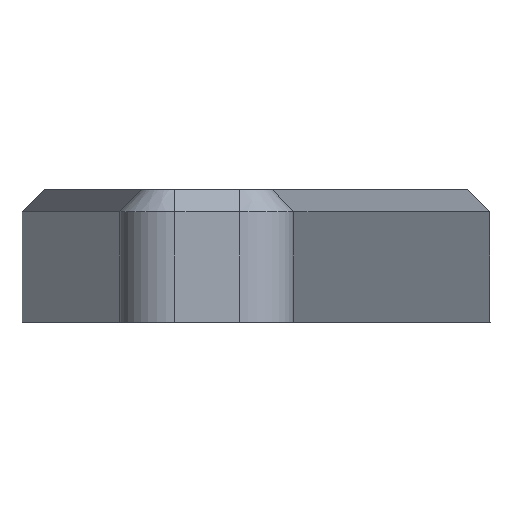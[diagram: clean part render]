
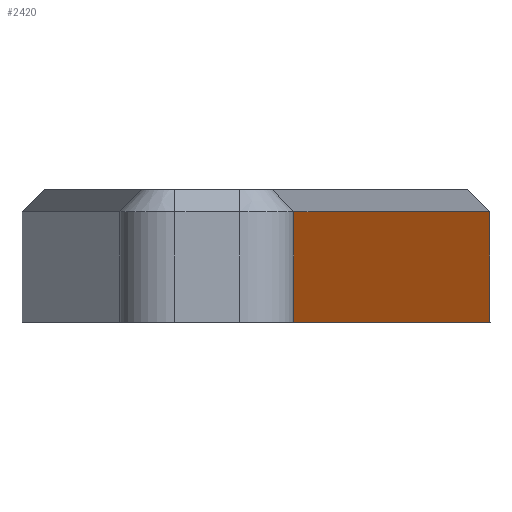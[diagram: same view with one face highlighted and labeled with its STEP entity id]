
A CAD part, left-side view. The second image highlights one B-rep face of the part: STEP entity #2420.
In plain terms, the highlighted planar face has unit normal (-0.111, -0.994, 0).
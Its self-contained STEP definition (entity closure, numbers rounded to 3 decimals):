
#512 = PLANE('',#513);
#513 = AXIS2_PLACEMENT_3D('',#514,#515,#516);
#514 = CARTESIAN_POINT('',(-119.601,-6.524,11.));
#515 = DIRECTION('',(0.078,0.703,-0.707));
#516 = DIRECTION('',(-0.994,0.11,0.)
  );
#1707 = VERTEX_POINT('',#1708);
#1708 = CARTESIAN_POINT('',(-119.712,-7.518,10.));
#1729 = EDGE_CURVE('',#1707,#1730,#1732,.T.);
#1730 = VERTEX_POINT('',#1731);
#1731 = CARTESIAN_POINT('',(39.183,-25.183,10.));
#1732 = SURFACE_CURVE('',#1733,(#1737,#1744),.PCURVE_S1.);
#1733 = LINE('',#1734,#1735);
#1734 = CARTESIAN_POINT('',(-119.712,-7.518,10.));
#1735 = VECTOR('',#1736,1.);
#1736 = DIRECTION('',(0.994,-0.11,0.));
#1737 = PCURVE('',#512,#1738);
#1738 = DEFINITIONAL_REPRESENTATION('',(#1739),#1743);
#1739 = LINE('',#1740,#1741);
#1740 = CARTESIAN_POINT('',(0.,-1.414));
#1741 = VECTOR('',#1742,1.);
#1742 = DIRECTION('',(-1.,0.));
#1743 = ( GEOMETRIC_REPRESENTATION_CONTEXT(2) 
PARAMETRIC_REPRESENTATION_CONTEXT() REPRESENTATION_CONTEXT('2D SPACE',''
  ) );
#1744 = PCURVE('',#1745,#1750);
#1745 = PLANE('',#1746);
#1746 = AXIS2_PLACEMENT_3D('',#1747,#1748,#1749);
#1747 = CARTESIAN_POINT('',(-124.159,-7.023,0.));
#1748 = DIRECTION('',(0.11,0.994,0.));
#1749 = DIRECTION('',(0.994,-0.11,0.));
#1750 = DEFINITIONAL_REPRESENTATION('',(#1751),#1755);
#1751 = LINE('',#1752,#1753);
#1752 = CARTESIAN_POINT('',(4.475,-10.));
#1753 = VECTOR('',#1754,1.);
#1754 = DIRECTION('',(1.,0.));
#1755 = ( GEOMETRIC_REPRESENTATION_CONTEXT(2) 
PARAMETRIC_REPRESENTATION_CONTEXT() REPRESENTATION_CONTEXT('2D SPACE',''
  ) );
#1820 = CYLINDRICAL_SURFACE('',#1821,5.);
#1821 = AXIS2_PLACEMENT_3D('',#1822,#1823,#1824);
#1822 = CARTESIAN_POINT('',(-119.159,-2.549,0.));
#1823 = DIRECTION('',(0.,0.,1.));
#1824 = DIRECTION('',(-0.11,-0.994,0.));
#1855 = CYLINDRICAL_SURFACE('',#1856,15.);
#1856 = AXIS2_PLACEMENT_3D('',#1857,#1858,#1859);
#1857 = CARTESIAN_POINT('',(40.841,-10.275,0.));
#1858 = DIRECTION('',(0.,0.,1.));
#1859 = DIRECTION('',(1.,0.,0.));
#2181 = PLANE('',#2182);
#2182 = AXIS2_PLACEMENT_3D('',#2183,#2184,#2185);
#2183 = CARTESIAN_POINT('',(-27.752,-2.237,0.));
#2184 = DIRECTION('',(0.,0.,1.));
#2185 = DIRECTION('',(1.,0.,0.));
#2420 = ADVANCED_FACE('',(#2421),#1745,.F.);
#2421 = FACE_BOUND('',#2422,.F.);
#2422 = EDGE_LOOP('',(#2423,#2446,#2447,#2470));
#2423 = ORIENTED_EDGE('',*,*,#2424,.T.);
#2424 = EDGE_CURVE('',#2425,#1707,#2427,.T.);
#2425 = VERTEX_POINT('',#2426);
#2426 = CARTESIAN_POINT('',(-119.712,-7.518,0.));
#2427 = SURFACE_CURVE('',#2428,(#2432,#2439),.PCURVE_S1.);
#2428 = LINE('',#2429,#2430);
#2429 = CARTESIAN_POINT('',(-119.712,-7.518,0.));
#2430 = VECTOR('',#2431,1.);
#2431 = DIRECTION('',(0.,0.,1.));
#2432 = PCURVE('',#1745,#2433);
#2433 = DEFINITIONAL_REPRESENTATION('',(#2434),#2438);
#2434 = LINE('',#2435,#2436);
#2435 = CARTESIAN_POINT('',(4.475,0.));
#2436 = VECTOR('',#2437,1.);
#2437 = DIRECTION('',(0.,-1.));
#2438 = ( GEOMETRIC_REPRESENTATION_CONTEXT(2) 
PARAMETRIC_REPRESENTATION_CONTEXT() REPRESENTATION_CONTEXT('2D SPACE',''
  ) );
#2439 = PCURVE('',#1820,#2440);
#2440 = DEFINITIONAL_REPRESENTATION('',(#2441),#2445);
#2441 = LINE('',#2442,#2443);
#2442 = CARTESIAN_POINT('',(-0.,0.));
#2443 = VECTOR('',#2444,1.);
#2444 = DIRECTION('',(-0.,1.));
#2445 = ( GEOMETRIC_REPRESENTATION_CONTEXT(2) 
PARAMETRIC_REPRESENTATION_CONTEXT() REPRESENTATION_CONTEXT('2D SPACE',''
  ) );
#2446 = ORIENTED_EDGE('',*,*,#1729,.T.);
#2447 = ORIENTED_EDGE('',*,*,#2448,.F.);
#2448 = EDGE_CURVE('',#2449,#1730,#2451,.T.);
#2449 = VERTEX_POINT('',#2450);
#2450 = CARTESIAN_POINT('',(39.183,-25.183,0.));
#2451 = SURFACE_CURVE('',#2452,(#2456,#2463),.PCURVE_S1.);
#2452 = LINE('',#2453,#2454);
#2453 = CARTESIAN_POINT('',(39.183,-25.183,0.));
#2454 = VECTOR('',#2455,1.);
#2455 = DIRECTION('',(0.,0.,1.));
#2456 = PCURVE('',#1745,#2457);
#2457 = DEFINITIONAL_REPRESENTATION('',(#2458),#2462);
#2458 = LINE('',#2459,#2460);
#2459 = CARTESIAN_POINT('',(164.349,0.));
#2460 = VECTOR('',#2461,1.);
#2461 = DIRECTION('',(0.,-1.));
#2462 = ( GEOMETRIC_REPRESENTATION_CONTEXT(2) 
PARAMETRIC_REPRESENTATION_CONTEXT() REPRESENTATION_CONTEXT('2D SPACE',''
  ) );
#2463 = PCURVE('',#1855,#2464);
#2464 = DEFINITIONAL_REPRESENTATION('',(#2465),#2469);
#2465 = LINE('',#2466,#2467);
#2466 = CARTESIAN_POINT('',(-1.682,0.));
#2467 = VECTOR('',#2468,1.);
#2468 = DIRECTION('',(-0.,1.));
#2469 = ( GEOMETRIC_REPRESENTATION_CONTEXT(2) 
PARAMETRIC_REPRESENTATION_CONTEXT() REPRESENTATION_CONTEXT('2D SPACE',''
  ) );
#2470 = ORIENTED_EDGE('',*,*,#2471,.F.);
#2471 = EDGE_CURVE('',#2425,#2449,#2472,.T.);
#2472 = SURFACE_CURVE('',#2473,(#2477,#2484),.PCURVE_S1.);
#2473 = LINE('',#2474,#2475);
#2474 = CARTESIAN_POINT('',(-124.159,-7.023,0.));
#2475 = VECTOR('',#2476,1.);
#2476 = DIRECTION('',(0.994,-0.11,0.));
#2477 = PCURVE('',#1745,#2478);
#2478 = DEFINITIONAL_REPRESENTATION('',(#2479),#2483);
#2479 = LINE('',#2480,#2481);
#2480 = CARTESIAN_POINT('',(0.,0.));
#2481 = VECTOR('',#2482,1.);
#2482 = DIRECTION('',(1.,0.));
#2483 = ( GEOMETRIC_REPRESENTATION_CONTEXT(2) 
PARAMETRIC_REPRESENTATION_CONTEXT() REPRESENTATION_CONTEXT('2D SPACE',''
  ) );
#2484 = PCURVE('',#2181,#2485);
#2485 = DEFINITIONAL_REPRESENTATION('',(#2486),#2490);
#2486 = LINE('',#2487,#2488);
#2487 = CARTESIAN_POINT('',(-96.407,-4.786));
#2488 = VECTOR('',#2489,1.);
#2489 = DIRECTION('',(0.994,-0.11));
#2490 = ( GEOMETRIC_REPRESENTATION_CONTEXT(2) 
PARAMETRIC_REPRESENTATION_CONTEXT() REPRESENTATION_CONTEXT('2D SPACE',''
  ) );
